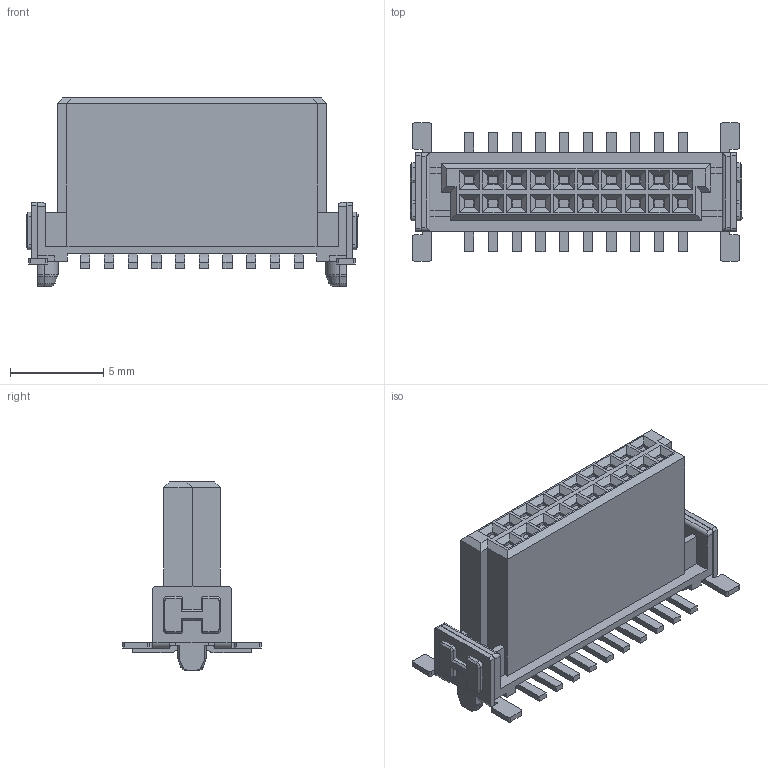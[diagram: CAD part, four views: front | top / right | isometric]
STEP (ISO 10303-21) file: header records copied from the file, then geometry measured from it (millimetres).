
FILE_DESCRIPTION(('CATIA V5 STEP Exchange','CAx-IF Rec.Pracs.--- Model Styling and Organization---1.4--- 2014-01-23'),'2;1');
FILE_NAME ('D1463917_0_2747360000_2747360000.stp','2020-10-05T10:06:19+00:00',('none'),('Weidmueller'),'CATIA Version 5-6 Release 2016 SP3 HF44','CATIA V5 STEP AP214','none');
FILE_SCHEMA(('AUTOMOTIVE_DESIGN { 1 0 10303 214 1 1 1 1 }'));
Length unit declared in the file: millimetre
Products named in the file (1): 2747360000
Bounding box: 17.78 x 7.4 x 10.08 mm (x, y, z)
Volume: 401.9 mm3; surface area: 674.9 mm2
Topology: 1 solids, 1 shells, 800 faces, 2092 edges, 1360 vertices
Faces by surface type: plane 494, cylinder 172, bspline 72, torus 40, cone 22
Entity records: 30561 total; most frequent: CARTESIAN_POINT 11975, ORIENTED_EDGE 4184, DIRECTION 2917, EDGE_CURVE 2092, VECTOR 1488, LINE 1488, VERTEX_POINT 1360, AXIS2_PLACEMENT_3D 885
